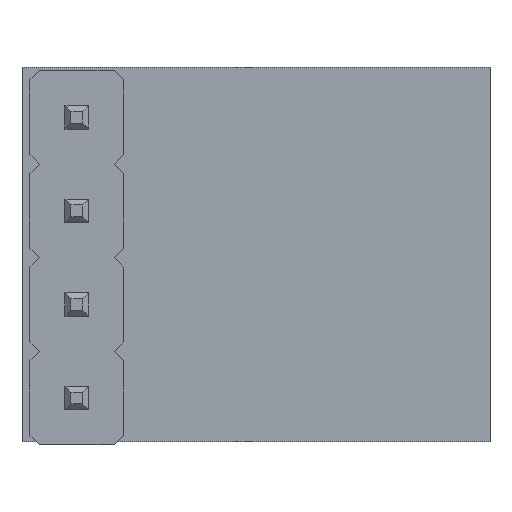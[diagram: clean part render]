
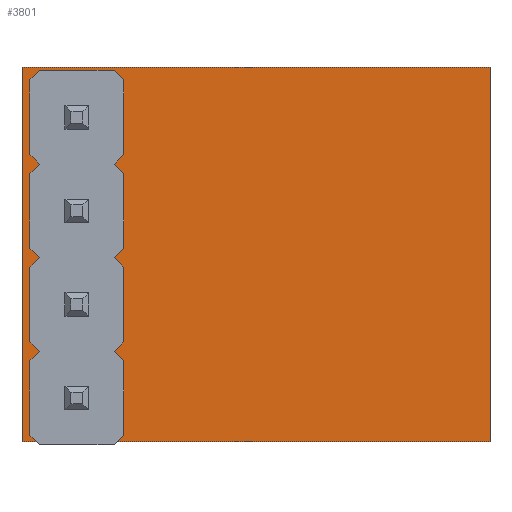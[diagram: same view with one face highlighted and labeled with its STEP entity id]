
A CAD part, front view. The second image highlights one B-rep face of the part: STEP entity #3801.
In plain terms, the highlighted face is planar.
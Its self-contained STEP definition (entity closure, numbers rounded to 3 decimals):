
#211 = CARTESIAN_POINT ( 'NONE',  ( 154.851, -99.924, 0. ) ) ;
#593 = EDGE_LOOP ( 'NONE', ( #3997, #4093 ) ) ;
#612 = EDGE_CURVE ( 'NONE', #12140, #6498, #7786, .T. ) ;
#660 = ORIENTED_EDGE ( 'NONE', *, *, #2559, .F. ) ;
#784 = DIRECTION ( 'NONE',  ( 0., -1., 0. ) ) ;
#874 = EDGE_CURVE ( 'NONE', #1902, #9931, #2858, .T. ) ;
#899 = DIRECTION ( 'NONE',  ( 0., -1., 0. ) ) ;
#993 = CARTESIAN_POINT ( 'NONE',  ( 148.501, -105.004, 0. ) ) ;
#1112 = CARTESIAN_POINT ( 'NONE',  ( 143.637, -106.182, 0. ) ) ;
#1161 = ORIENTED_EDGE ( 'NONE', *, *, #5218, .F. ) ;
#1235 = EDGE_CURVE ( 'NONE', #12500, #9821, #10915, .T. ) ;
#1397 = EDGE_CURVE ( 'NONE', #9441, #7699, #8477, .T. ) ;
#1655 = CARTESIAN_POINT ( 'NONE',  ( 143.637, -100.602, 0. ) ) ;
#1660 = CARTESIAN_POINT ( 'NONE',  ( 143.637, -106.682, 0. ) ) ;
#1775 = EDGE_CURVE ( 'NONE', #8140, #12304, #4756, .T. ) ;
#1849 = CARTESIAN_POINT ( 'NONE',  ( 143.637, -108.722, 0. ) ) ;
#1902 = VERTEX_POINT ( 'NONE', #11073 ) ;
#2039 = CARTESIAN_POINT ( 'NONE',  ( 142.151, -110.084, 0. ) ) ;
#2047 = EDGE_LOOP ( 'NONE', ( #5487, #12438 ) ) ;
#2053 = AXIS2_PLACEMENT_3D ( 'NONE', #9625, #4789, #899 ) ;
#2071 = CARTESIAN_POINT ( 'NONE',  ( 143.637, -101.602, 0. ) ) ;
#2151 = DIRECTION ( 'NONE',  ( 0., 0., -1. ) ) ;
#2178 = AXIS2_PLACEMENT_3D ( 'NONE', #1112, #6178, #5008 ) ;
#2204 = CARTESIAN_POINT ( 'NONE',  ( 143.637, -103.142, 0. ) ) ;
#2311 = CARTESIAN_POINT ( 'NONE',  ( 143.637, -101.102, 0. ) ) ;
#2355 = CARTESIAN_POINT ( 'NONE',  ( 154.851, -99.924, 0. ) ) ;
#2559 = EDGE_CURVE ( 'NONE', #9821, #12500, #2704, .T. ) ;
#2704 = CIRCLE ( 'NONE', #4352, 0.5 ) ;
#2808 = CARTESIAN_POINT ( 'NONE',  ( 143.637, -105.682, 0. ) ) ;
#2858 = LINE ( 'NONE', #10658, #12549 ) ;
#3004 = CARTESIAN_POINT ( 'NONE',  ( 143.637, -104.142, 0. ) ) ;
#3023 = ORIENTED_EDGE ( 'NONE', *, *, #1775, .F. ) ;
#3126 = ORIENTED_EDGE ( 'NONE', *, *, #612, .T. ) ;
#3206 = ORIENTED_EDGE ( 'NONE', *, *, #1235, .F. ) ;
#3256 = DIRECTION ( 'NONE',  ( 0., -1., 0. ) ) ;
#3350 = AXIS2_PLACEMENT_3D ( 'NONE', #5965, #2151, #4902 ) ;
#3373 = ORIENTED_EDGE ( 'NONE', *, *, #874, .T. ) ;
#3535 = FACE_BOUND ( 'NONE', #5584, .T. ) ;
#3564 = CARTESIAN_POINT ( 'NONE',  ( 143.637, -106.182, 0. ) ) ;
#3801 = ADVANCED_FACE ( 'NONE', ( #3535, #5718, #7420, #12421, #11450 ), #9607, .T. ) ;
#3884 = AXIS2_PLACEMENT_3D ( 'NONE', #1849, #4920, #8800 ) ;
#3997 = ORIENTED_EDGE ( 'NONE', *, *, #7156, .F. ) ;
#4093 = ORIENTED_EDGE ( 'NONE', *, *, #11774, .F. ) ;
#4257 = VECTOR ( 'NONE', #9703, 1000. ) ;
#4329 = EDGE_LOOP ( 'NONE', ( #3023, #1161 ) ) ;
#4352 = AXIS2_PLACEMENT_3D ( 'NONE', #2311, #7137, #5306 ) ;
#4683 = DIRECTION ( 'NONE',  ( 0., 1., 0. ) ) ;
#4699 = CIRCLE ( 'NONE', #3884, 0.5 ) ;
#4725 = DIRECTION ( 'NONE',  ( 0., 0., -1. ) ) ;
#4728 = DIRECTION ( 'NONE',  ( 0., 0., -1. ) ) ;
#4756 = CIRCLE ( 'NONE', #6574, 0.5 ) ;
#4789 = DIRECTION ( 'NONE',  ( 0., 0., -1. ) ) ;
#4902 = DIRECTION ( 'NONE',  ( 0., -1., 0. ) ) ;
#4907 = CARTESIAN_POINT ( 'NONE',  ( 142.151, -99.924, 0. ) ) ;
#4920 = DIRECTION ( 'NONE',  ( 0., 0., -1. ) ) ;
#4992 = EDGE_CURVE ( 'NONE', #9931, #12140, #10691, .T. ) ;
#5008 = DIRECTION ( 'NONE',  ( 0., -1., 0. ) ) ;
#5013 = CARTESIAN_POINT ( 'NONE',  ( 143.637, -108.722, 0. ) ) ;
#5071 = LINE ( 'NONE', #211, #10721 ) ;
#5218 = EDGE_CURVE ( 'NONE', #12304, #8140, #5511, .T. ) ;
#5306 = DIRECTION ( 'NONE',  ( 0., -1., 0. ) ) ;
#5487 = ORIENTED_EDGE ( 'NONE', *, *, #12627, .F. ) ;
#5511 = CIRCLE ( 'NONE', #2053, 0.5 ) ;
#5584 = EDGE_LOOP ( 'NONE', ( #3206, #660 ) ) ;
#5718 = FACE_BOUND ( 'NONE', #4329, .T. ) ;
#5965 = CARTESIAN_POINT ( 'NONE',  ( 143.637, -101.102, 0. ) ) ;
#6178 = DIRECTION ( 'NONE',  ( 0., 0., -1. ) ) ;
#6498 = VERTEX_POINT ( 'NONE', #2355 ) ;
#6574 = AXIS2_PLACEMENT_3D ( 'NONE', #9512, #4728, #784 ) ;
#6854 = ORIENTED_EDGE ( 'NONE', *, *, #4992, .T. ) ;
#6862 = DIRECTION ( 'NONE',  ( -1., 0., 0. ) ) ;
#7118 = VERTEX_POINT ( 'NONE', #8438 ) ;
#7137 = DIRECTION ( 'NONE',  ( 0., 0., -1. ) ) ;
#7156 = EDGE_CURVE ( 'NONE', #7118, #12154, #12624, .T. ) ;
#7157 = CIRCLE ( 'NONE', #8820, 0.5 ) ;
#7297 = EDGE_CURVE ( 'NONE', #6498, #1902, #5071, .T. ) ;
#7420 = FACE_BOUND ( 'NONE', #2047, .T. ) ;
#7675 = CARTESIAN_POINT ( 'NONE',  ( 142.151, -110.084, 0. ) ) ;
#7699 = VERTEX_POINT ( 'NONE', #1660 ) ;
#7729 = EDGE_LOOP ( 'NONE', ( #3373, #6854, #3126, #11035 ) ) ;
#7786 = LINE ( 'NONE', #11929, #4257 ) ;
#7867 = DIRECTION ( 'NONE',  ( 0., -1., 0. ) ) ;
#8140 = VERTEX_POINT ( 'NONE', #3004 ) ;
#8438 = CARTESIAN_POINT ( 'NONE',  ( 143.637, -109.222, 0. ) ) ;
#8477 = CIRCLE ( 'NONE', #2178, 0.5 ) ;
#8740 = AXIS2_PLACEMENT_3D ( 'NONE', #5013, #11644, #10746 ) ;
#8800 = DIRECTION ( 'NONE',  ( 0., -1., 0. ) ) ;
#8820 = AXIS2_PLACEMENT_3D ( 'NONE', #3564, #4725, #10478 ) ;
#9441 = VERTEX_POINT ( 'NONE', #2808 ) ;
#9512 = CARTESIAN_POINT ( 'NONE',  ( 143.637, -103.642, 0. ) ) ;
#9607 = PLANE ( 'NONE',  #10157 ) ;
#9625 = CARTESIAN_POINT ( 'NONE',  ( 143.637, -103.642, 0. ) ) ;
#9703 = DIRECTION ( 'NONE',  ( 1., 0., 0. ) ) ;
#9821 = VERTEX_POINT ( 'NONE', #1655 ) ;
#9931 = VERTEX_POINT ( 'NONE', #2039 ) ;
#10157 = AXIS2_PLACEMENT_3D ( 'NONE', #993, #10884, #7867 ) ;
#10478 = DIRECTION ( 'NONE',  ( 0., -1., 0. ) ) ;
#10578 = CARTESIAN_POINT ( 'NONE',  ( 143.637, -108.222, 0. ) ) ;
#10658 = CARTESIAN_POINT ( 'NONE',  ( 154.851, -110.084, 0. ) ) ;
#10691 = LINE ( 'NONE', #7675, #11403 ) ;
#10721 = VECTOR ( 'NONE', #3256, 1000. ) ;
#10746 = DIRECTION ( 'NONE',  ( 0., -1., 0. ) ) ;
#10884 = DIRECTION ( 'NONE',  ( 0., 0., -1. ) ) ;
#10915 = CIRCLE ( 'NONE', #3350, 0.5 ) ;
#11035 = ORIENTED_EDGE ( 'NONE', *, *, #7297, .T. ) ;
#11073 = CARTESIAN_POINT ( 'NONE',  ( 154.851, -110.084, 0. ) ) ;
#11403 = VECTOR ( 'NONE', #4683, 1000. ) ;
#11450 = FACE_OUTER_BOUND ( 'NONE', #7729, .T. ) ;
#11644 = DIRECTION ( 'NONE',  ( 0., 0., -1. ) ) ;
#11774 = EDGE_CURVE ( 'NONE', #12154, #7118, #4699, .T. ) ;
#11929 = CARTESIAN_POINT ( 'NONE',  ( 142.151, -99.924, 0. ) ) ;
#12140 = VERTEX_POINT ( 'NONE', #4907 ) ;
#12154 = VERTEX_POINT ( 'NONE', #10578 ) ;
#12304 = VERTEX_POINT ( 'NONE', #2204 ) ;
#12421 = FACE_BOUND ( 'NONE', #593, .T. ) ;
#12438 = ORIENTED_EDGE ( 'NONE', *, *, #1397, .F. ) ;
#12500 = VERTEX_POINT ( 'NONE', #2071 ) ;
#12549 = VECTOR ( 'NONE', #6862, 1000. ) ;
#12624 = CIRCLE ( 'NONE', #8740, 0.5 ) ;
#12627 = EDGE_CURVE ( 'NONE', #7699, #9441, #7157, .T. ) ;
